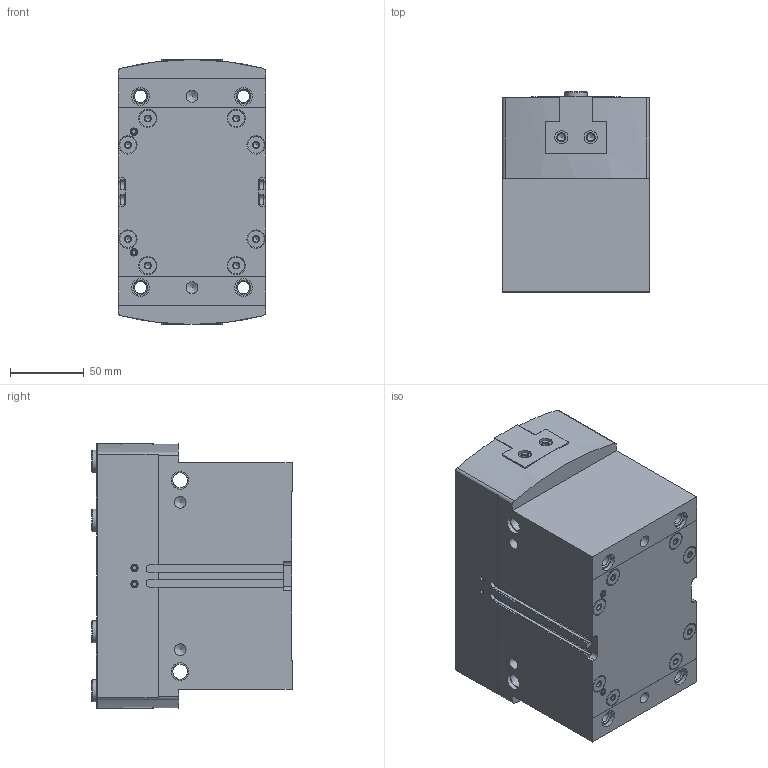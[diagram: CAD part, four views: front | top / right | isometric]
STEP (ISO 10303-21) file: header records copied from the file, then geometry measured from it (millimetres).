
FILE_DESCRIPTION(/* description */ ('STEP AP214'),/* implementation_level */ '2;1');
FILE_NAME(/* name */ '560239_HGPT-80-A-B-F-G2',/* time_stamp */ '2024-08-20T21:21:44+02:00',/* author */ ('License CC BY-ND 4.0'),/* organization */ ('CADENAS'),/* preprocessor_version */ 'ST-DEVELOPER v19.3',/* originating_system */ 'PARTsolutions',/* authorisation */ ' ');
FILE_SCHEMA (('AUTOMOTIVE_DESIGN {1 0 10303 214 3 1 1}'));
Length unit declared in the file: millimetre
Products named in the file (5): 560239 HGPT-80-A-B-F-G2---(0); 560239 HGPT-80-A-B-F-G2---(0)G; BBAC80560 HGPT-80-A-B; 191409 ZBH-15; DIN-913 - M5x5
Assembly tree (13 placements, depth 2):
  560239 HGPT-80-A-B-F-G2---(0)
    560239 HGPT-80-A-B-F-G2---(0)G
    BBAC80560 HGPT-80-A-B  x2
    191409 ZBH-15  x4
    DIN-913 - M5x5  x6
Bounding box: 100 x 135.9 x 180 mm (x, y, z)
Volume: 2046323.4 mm3; surface area: 197954.2 mm2
Topology: 13 solids, 13 shells, 729 faces, 1573 edges, 920 vertices
Faces by surface type: plane 382, cone 192, cylinder 143, torus 12
Full cylindrical faces by diameter (mm): 2.5 x1, 4.134 x6, 4.917 x4, 5 x6, 7.53 x4, 8 x4, 8.3 x4, 8.376 x4, 8.5 x8, 9 x4, 10.106 x4, 10.2 x2, 11.34 x8, 11.445 x2, 12 x6, 12.4 x12, 13.5 x4, 15 x8, 16.5 x2
Entity records: 18732 total; most frequent: CARTESIAN_POINT 2989, DIRECTION 2632, ORIENTED_EDGE 2190, EDGE_CURVE 1095, AXIS2_PLACEMENT_3D 1036, FACE_BOUND 798, EDGE_LOOP 776, VERTEX_POINT 727
